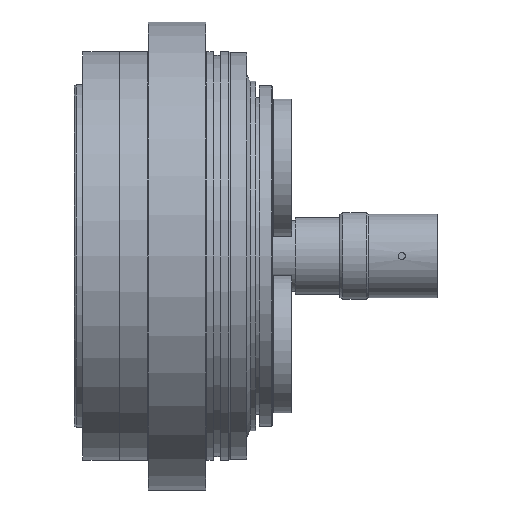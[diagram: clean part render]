
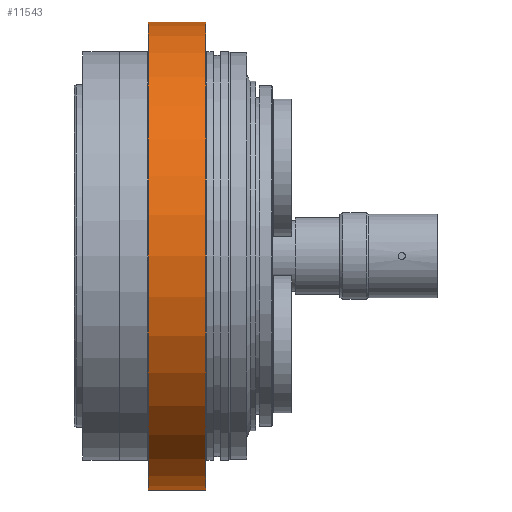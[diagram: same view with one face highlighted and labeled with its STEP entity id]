
A CAD part, front view. The second image highlights one B-rep face of the part: STEP entity #11543.
In plain terms, the highlighted cylindrical face has radius 162.5 mm (diameter 325 mm), a full revolution.
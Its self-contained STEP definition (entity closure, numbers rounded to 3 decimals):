
#396=CYLINDRICAL_SURFACE('',#12977,162.5);
#868=LINE('',#20109,#1371);
#1371=VECTOR('',#16241,162.5);
#2567=FACE_OUTER_BOUND('',#3492,.T.);
#3492=EDGE_LOOP('',(#9569,#9570,#9571,#9572));
#4258=CIRCLE('',#12860,162.5);
#4290=CIRCLE('',#12895,162.5);
#5240=VERTEX_POINT('',#19885);
#5271=VERTEX_POINT('',#19952);
#6648=EDGE_CURVE('',#5240,#5240,#4258,.T.);
#6681=EDGE_CURVE('',#5271,#5271,#4290,.T.);
#6755=EDGE_CURVE('',#5271,#5240,#868,.T.);
#9569=ORIENTED_EDGE('',*,*,#6681,.F.);
#9570=ORIENTED_EDGE('',*,*,#6755,.T.);
#9571=ORIENTED_EDGE('',*,*,#6648,.T.);
#9572=ORIENTED_EDGE('',*,*,#6755,.F.);
#11543=ADVANCED_FACE('',(#2567),#396,.T.);
#12860=AXIS2_PLACEMENT_3D('',#19886,#15969,#15970);
#12895=AXIS2_PLACEMENT_3D('',#19953,#16040,#16041);
#12977=AXIS2_PLACEMENT_3D('',#20108,#16239,#16240);
#15969=DIRECTION('center_axis',(-1.,0.,0.));
#15970=DIRECTION('ref_axis',(0.,-1.,0.));
#16040=DIRECTION('center_axis',(-1.,0.,0.));
#16041=DIRECTION('ref_axis',(0.,-1.,0.));
#16239=DIRECTION('center_axis',(-1.,0.,0.));
#16240=DIRECTION('ref_axis',(0.,-1.,0.));
#16241=DIRECTION('',(1.,0.,0.));
#19885=CARTESIAN_POINT('',(91.5,162.5,0.));
#19886=CARTESIAN_POINT('Origin',(91.5,0.,0.));
#19952=CARTESIAN_POINT('',(51.5,162.5,0.));
#19953=CARTESIAN_POINT('Origin',(51.5,0.,0.));
#20108=CARTESIAN_POINT('Origin',(91.5,0.,0.));
#20109=CARTESIAN_POINT('',(91.5,162.5,0.));
